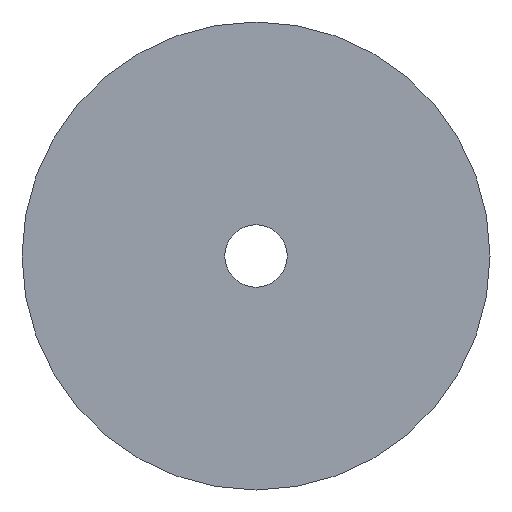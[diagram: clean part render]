
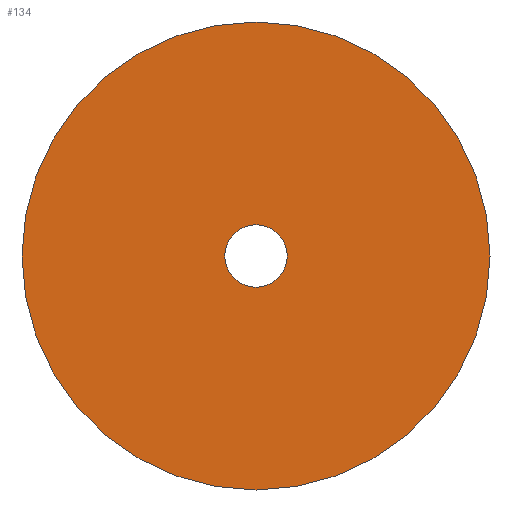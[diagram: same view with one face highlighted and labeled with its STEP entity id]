
A CAD part, front view. The second image highlights one B-rep face of the part: STEP entity #134.
In plain terms, the highlighted free-form (B-spline) face has degree [1, 1] with [2, 2] control points.
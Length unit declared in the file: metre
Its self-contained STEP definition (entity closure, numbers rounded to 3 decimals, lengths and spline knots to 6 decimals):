
#13=B_SPLINE_SURFACE_WITH_KNOTS('',1,1,((#259,#260),(#261,#262)),
 .PLANE_SURF.,.F.,.F.,.F.,(2,2),(2,2),(0.042732,0.954562),
(0.041942,0.956121),.PIECEWISE_BEZIER_KNOTS.);
#41=ORIENTED_EDGE('',*,*,#70,.F.);
#42=ORIENTED_EDGE('',*,*,#67,.F.);
#43=ORIENTED_EDGE('',*,*,#63,.T.);
#44=ORIENTED_EDGE('',*,*,#72,.T.);
#63=EDGE_CURVE('',#82,#81,#90,.T.);
#67=EDGE_CURVE('',#85,#86,#92,.T.);
#70=EDGE_CURVE('',#86,#85,#94,.T.);
#72=EDGE_CURVE('',#81,#82,#96,.T.);
#81=VERTEX_POINT('',#221);
#82=VERTEX_POINT('',#223);
#85=VERTEX_POINT('',#239);
#86=VERTEX_POINT('',#241);
#90=CIRCLE('',#154,0.001);
#92=CIRCLE('',#156,0.0075);
#94=CIRCLE('',#158,0.0075);
#96=CIRCLE('',#160,0.001);
#105=EDGE_LOOP('',(#41,#42));
#106=EDGE_LOOP('',(#43,#44));
#117=FACE_BOUND('',#105,.T.);
#118=FACE_BOUND('',#106,.T.);
#134=ADVANCED_FACE('',(#117,#118),#13,.F.);
#154=AXIS2_PLACEMENT_3D('',#222,#171,#172);
#156=AXIS2_PLACEMENT_3D('',#240,#175,#176);
#158=AXIS2_PLACEMENT_3D('',#253,#179,#180);
#160=AXIS2_PLACEMENT_3D('',#263,#183,#184);
#171=DIRECTION('',(0.,1.,0.));
#172=DIRECTION('',(1.,0.,0.));
#175=DIRECTION('',(0.,1.,0.));
#176=DIRECTION('',(1.,0.,0.));
#179=DIRECTION('',(0.,1.,0.));
#180=DIRECTION('',(1.,0.,0.));
#183=DIRECTION('',(0.,1.,0.));
#184=DIRECTION('',(1.,0.,0.));
#221=CARTESIAN_POINT('',(0.001,0.,0.));
#222=CARTESIAN_POINT('',(0.,0.,0.));
#223=CARTESIAN_POINT('',(-0.001,0.,0.));
#239=CARTESIAN_POINT('',(0.0075,0.,0.));
#240=CARTESIAN_POINT('',(0.,0.,0.));
#241=CARTESIAN_POINT('',(-0.0075,0.,0.));
#253=CARTESIAN_POINT('',(0.,0.,0.));
#259=CARTESIAN_POINT('',(-0.007635,0.,0.007649));
#260=CARTESIAN_POINT('',(-0.007635,0.,-0.007616));
#261=CARTESIAN_POINT('',(0.00759,0.,0.007649));
#262=CARTESIAN_POINT('',(0.00759,0.,-0.007616));
#263=CARTESIAN_POINT('',(0.,0.,0.));
